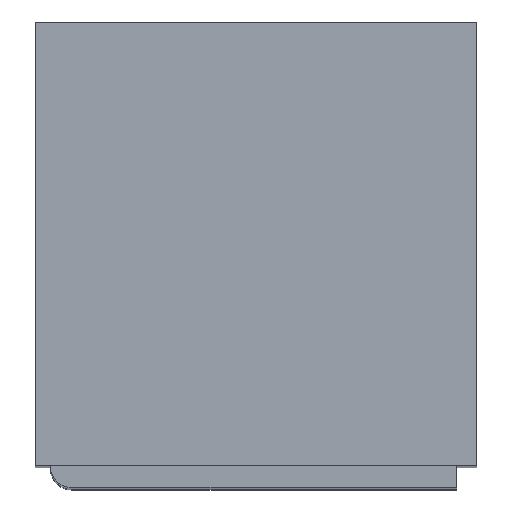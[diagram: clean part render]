
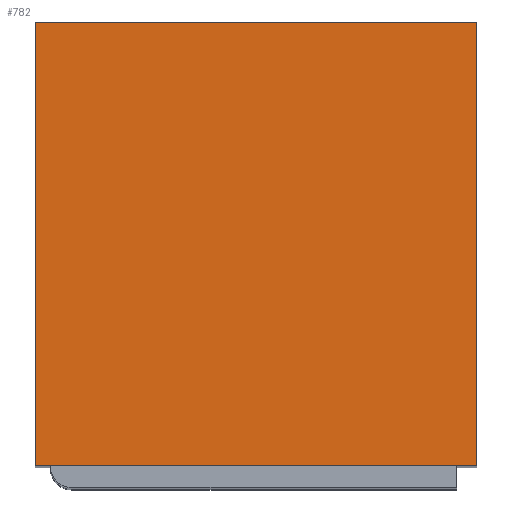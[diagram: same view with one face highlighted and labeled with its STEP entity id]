
A CAD part, top view. The second image highlights one B-rep face of the part: STEP entity #782.
In plain terms, the highlighted planar face has unit normal (0, 0, 1).
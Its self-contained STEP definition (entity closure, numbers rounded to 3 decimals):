
#126 = PLANE('',#127);
#127 = AXIS2_PLACEMENT_3D('',#128,#129,#130);
#128 = CARTESIAN_POINT('',(0.,0.,0.));
#129 = DIRECTION('',(0.,1.,0.));
#130 = DIRECTION('',(1.,0.,0.));
#303 = VERTEX_POINT('',#304);
#304 = CARTESIAN_POINT('',(0.,0.,2011.));
#318 = PLANE('',#319);
#319 = AXIS2_PLACEMENT_3D('',#320,#321,#322);
#320 = CARTESIAN_POINT('',(0.,600.,0.));
#321 = DIRECTION('',(1.,0.,0.));
#322 = DIRECTION('',(0.,-1.,0.));
#330 = EDGE_CURVE('',#303,#331,#333,.T.);
#331 = VERTEX_POINT('',#332);
#332 = CARTESIAN_POINT('',(597.,0.,2011.));
#333 = SURFACE_CURVE('',#334,(#338,#345),.PCURVE_S1.);
#334 = LINE('',#335,#336);
#335 = CARTESIAN_POINT('',(0.,0.,2011.));
#336 = VECTOR('',#337,1.);
#337 = DIRECTION('',(1.,0.,0.));
#338 = PCURVE('',#126,#339);
#339 = DEFINITIONAL_REPRESENTATION('',(#340),#344);
#340 = LINE('',#341,#342);
#341 = CARTESIAN_POINT('',(0.,-2011.));
#342 = VECTOR('',#343,1.);
#343 = DIRECTION('',(1.,0.));
#344 = ( GEOMETRIC_REPRESENTATION_CONTEXT(2) 
PARAMETRIC_REPRESENTATION_CONTEXT() REPRESENTATION_CONTEXT('2D SPACE',''
  ) );
#345 = PCURVE('',#346,#351);
#346 = PLANE('',#347);
#347 = AXIS2_PLACEMENT_3D('',#348,#349,#350);
#348 = CARTESIAN_POINT('',(298.5,300.,2011.));
#349 = DIRECTION('',(0.,0.,1.));
#350 = DIRECTION('',(1.,0.,0.));
#351 = DEFINITIONAL_REPRESENTATION('',(#352),#356);
#352 = LINE('',#353,#354);
#353 = CARTESIAN_POINT('',(-298.5,-300.));
#354 = VECTOR('',#355,1.);
#355 = DIRECTION('',(1.,0.));
#356 = ( GEOMETRIC_REPRESENTATION_CONTEXT(2) 
PARAMETRIC_REPRESENTATION_CONTEXT() REPRESENTATION_CONTEXT('2D SPACE',''
  ) );
#374 = PLANE('',#375);
#375 = AXIS2_PLACEMENT_3D('',#376,#377,#378);
#376 = CARTESIAN_POINT('',(597.,0.,0.));
#377 = DIRECTION('',(-1.,0.,0.));
#378 = DIRECTION('',(0.,1.,0.));
#664 = VERTEX_POINT('',#665);
#665 = CARTESIAN_POINT('',(0.,600.,2011.));
#679 = PLANE('',#680);
#680 = AXIS2_PLACEMENT_3D('',#681,#682,#683);
#681 = CARTESIAN_POINT('',(597.,600.,0.));
#682 = DIRECTION('',(0.,-1.,0.));
#683 = DIRECTION('',(-1.,0.,0.));
#691 = EDGE_CURVE('',#664,#303,#692,.T.);
#692 = SURFACE_CURVE('',#693,(#697,#704),.PCURVE_S1.);
#693 = LINE('',#694,#695);
#694 = CARTESIAN_POINT('',(0.,600.,2011.));
#695 = VECTOR('',#696,1.);
#696 = DIRECTION('',(0.,-1.,0.));
#697 = PCURVE('',#318,#698);
#698 = DEFINITIONAL_REPRESENTATION('',(#699),#703);
#699 = LINE('',#700,#701);
#700 = CARTESIAN_POINT('',(0.,-2011.));
#701 = VECTOR('',#702,1.);
#702 = DIRECTION('',(1.,0.));
#703 = ( GEOMETRIC_REPRESENTATION_CONTEXT(2) 
PARAMETRIC_REPRESENTATION_CONTEXT() REPRESENTATION_CONTEXT('2D SPACE',''
  ) );
#704 = PCURVE('',#346,#705);
#705 = DEFINITIONAL_REPRESENTATION('',(#706),#710);
#706 = LINE('',#707,#708);
#707 = CARTESIAN_POINT('',(-298.5,300.));
#708 = VECTOR('',#709,1.);
#709 = DIRECTION('',(0.,-1.));
#710 = ( GEOMETRIC_REPRESENTATION_CONTEXT(2) 
PARAMETRIC_REPRESENTATION_CONTEXT() REPRESENTATION_CONTEXT('2D SPACE',''
  ) );
#782 = ADVANCED_FACE('',(#783),#346,.T.);
#783 = FACE_BOUND('',#784,.T.);
#784 = EDGE_LOOP('',(#785,#786,#809,#830));
#785 = ORIENTED_EDGE('',*,*,#330,.T.);
#786 = ORIENTED_EDGE('',*,*,#787,.T.);
#787 = EDGE_CURVE('',#331,#788,#790,.T.);
#788 = VERTEX_POINT('',#789);
#789 = CARTESIAN_POINT('',(597.,600.,2011.));
#790 = SURFACE_CURVE('',#791,(#795,#802),.PCURVE_S1.);
#791 = LINE('',#792,#793);
#792 = CARTESIAN_POINT('',(597.,0.,2011.));
#793 = VECTOR('',#794,1.);
#794 = DIRECTION('',(0.,1.,0.));
#795 = PCURVE('',#346,#796);
#796 = DEFINITIONAL_REPRESENTATION('',(#797),#801);
#797 = LINE('',#798,#799);
#798 = CARTESIAN_POINT('',(298.5,-300.));
#799 = VECTOR('',#800,1.);
#800 = DIRECTION('',(0.,1.));
#801 = ( GEOMETRIC_REPRESENTATION_CONTEXT(2) 
PARAMETRIC_REPRESENTATION_CONTEXT() REPRESENTATION_CONTEXT('2D SPACE',''
  ) );
#802 = PCURVE('',#374,#803);
#803 = DEFINITIONAL_REPRESENTATION('',(#804),#808);
#804 = LINE('',#805,#806);
#805 = CARTESIAN_POINT('',(0.,-2011.));
#806 = VECTOR('',#807,1.);
#807 = DIRECTION('',(1.,0.));
#808 = ( GEOMETRIC_REPRESENTATION_CONTEXT(2) 
PARAMETRIC_REPRESENTATION_CONTEXT() REPRESENTATION_CONTEXT('2D SPACE',''
  ) );
#809 = ORIENTED_EDGE('',*,*,#810,.T.);
#810 = EDGE_CURVE('',#788,#664,#811,.T.);
#811 = SURFACE_CURVE('',#812,(#816,#823),.PCURVE_S1.);
#812 = LINE('',#813,#814);
#813 = CARTESIAN_POINT('',(597.,600.,2011.));
#814 = VECTOR('',#815,1.);
#815 = DIRECTION('',(-1.,0.,0.));
#816 = PCURVE('',#346,#817);
#817 = DEFINITIONAL_REPRESENTATION('',(#818),#822);
#818 = LINE('',#819,#820);
#819 = CARTESIAN_POINT('',(298.5,300.));
#820 = VECTOR('',#821,1.);
#821 = DIRECTION('',(-1.,0.));
#822 = ( GEOMETRIC_REPRESENTATION_CONTEXT(2) 
PARAMETRIC_REPRESENTATION_CONTEXT() REPRESENTATION_CONTEXT('2D SPACE',''
  ) );
#823 = PCURVE('',#679,#824);
#824 = DEFINITIONAL_REPRESENTATION('',(#825),#829);
#825 = LINE('',#826,#827);
#826 = CARTESIAN_POINT('',(0.,-2011.));
#827 = VECTOR('',#828,1.);
#828 = DIRECTION('',(1.,0.));
#829 = ( GEOMETRIC_REPRESENTATION_CONTEXT(2) 
PARAMETRIC_REPRESENTATION_CONTEXT() REPRESENTATION_CONTEXT('2D SPACE',''
  ) );
#830 = ORIENTED_EDGE('',*,*,#691,.T.);
